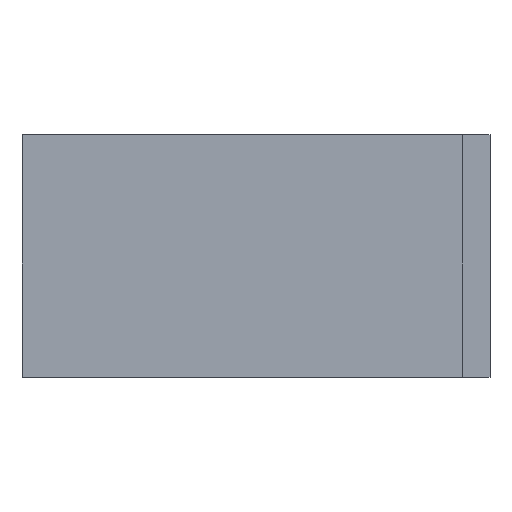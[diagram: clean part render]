
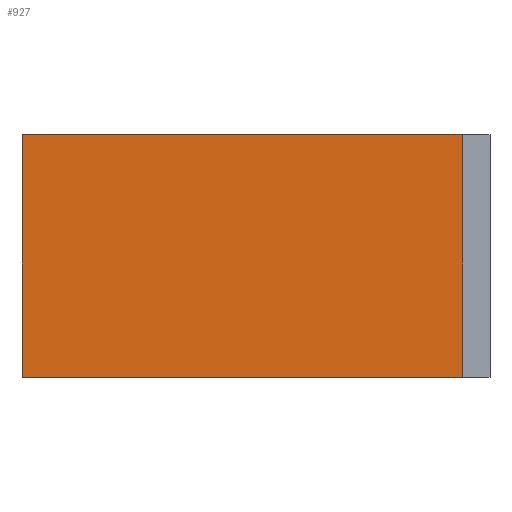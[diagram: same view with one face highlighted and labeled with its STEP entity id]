
A CAD part, top view. The second image highlights one B-rep face of the part: STEP entity #927.
In plain terms, the highlighted planar face has unit normal (0, 0, 1).
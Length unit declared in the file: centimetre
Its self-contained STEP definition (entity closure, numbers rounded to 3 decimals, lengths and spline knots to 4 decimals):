
#140=VERTEX_POINT('',#1172);
#141=VERTEX_POINT('',#1173);
#146=VERTEX_POINT('',#1187);
#215=VERTEX_POINT('',#1397);
#216=VECTOR('',#995,1.);
#223=VECTOR('',#1004,1.);
#303=VECTOR('',#1165,1.);
#305=VECTOR('',#1168,1.);
#306=LINE('',#1171,#216);
#313=LINE('',#1186,#223);
#393=LINE('',#1396,#303);
#395=LINE('',#1400,#305);
#396=EDGE_CURVE('',#140,#141,#306,.T.);
#403=EDGE_CURVE('',#146,#141,#313,.T.);
#507=EDGE_CURVE('',#140,#215,#393,.T.);
#509=EDGE_CURVE('',#215,#146,#395,.T.);
#734=ORIENTED_EDGE('',*,*,#396,.T.);
#735=ORIENTED_EDGE('',*,*,#403,.F.);
#736=ORIENTED_EDGE('',*,*,#509,.F.);
#737=ORIENTED_EDGE('',*,*,#507,.F.);
#805=EDGE_LOOP('',(#734,#735,#736,#737));
#873=FACE_BOUND('',#805,.T.);
#927=ADVANCED_FACE('',(#873),#1443,.T.);
#993=AXIS2_PLACEMENT_3D('',#1401,#1169,$);
#995=DIRECTION('',(0.,1.,0.));
#1004=DIRECTION('',(1.,0.,0.));
#1165=DIRECTION('',(-1.,0.,0.));
#1168=DIRECTION('',(0.,1.,0.));
#1169=DIRECTION('',(0.,0.,1.));
#1171=CARTESIAN_POINT('',(3.01,0.,0.26));
#1172=CARTESIAN_POINT('',(3.01,-1.77,0.26));
#1173=CARTESIAN_POINT('',(3.01,1.77,0.26));
#1186=CARTESIAN_POINT('',(3.41,1.77,0.26));
#1187=CARTESIAN_POINT('',(-3.41,1.77,0.26));
#1396=CARTESIAN_POINT('',(-3.41,-1.77,0.26));
#1397=CARTESIAN_POINT('',(-3.41,-1.77,0.26));
#1400=CARTESIAN_POINT('',(-3.41,1.77,0.26));
#1401=CARTESIAN_POINT('',(0.,0.,0.26));
#1443=PLANE('',#993);
